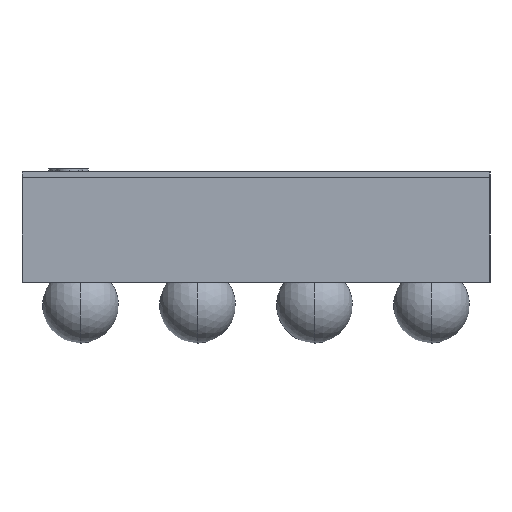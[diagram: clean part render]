
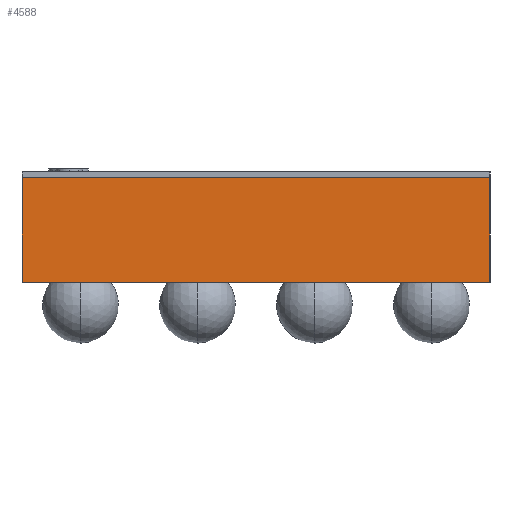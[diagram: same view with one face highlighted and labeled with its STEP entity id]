
A CAD part, left-side view. The second image highlights one B-rep face of the part: STEP entity #4588.
In plain terms, the highlighted planar face has unit normal (-1, 0, 0).
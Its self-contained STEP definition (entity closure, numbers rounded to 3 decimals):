
#134 = FACE_OUTER_BOUND ( 'NONE', #9885, .T. ) ;
#539 = CARTESIAN_POINT ( 'NONE',  ( -1., -0.8, -0.358 ) ) ;
#574 = ORIENTED_EDGE ( 'NONE', *, *, #4672, .T. ) ;
#1916 = EDGE_CURVE ( 'NONE', #7361, #2469, #4961, .T. ) ;
#1978 = EDGE_CURVE ( 'NONE', #7361, #8413, #7622, .T. ) ;
#2405 = DIRECTION ( 'NONE',  ( 0., 0., -1. ) ) ;
#2469 = VERTEX_POINT ( 'NONE', #4363 ) ;
#2944 = VECTOR ( 'NONE', #14677, 1000. ) ;
#3259 = CARTESIAN_POINT ( 'NONE',  ( -1., -0.8, -0.358 ) ) ;
#3965 = CARTESIAN_POINT ( 'NONE',  ( -1., -0.8, 0. ) ) ;
#4363 = CARTESIAN_POINT ( 'NONE',  ( -1., -0.8, 0. ) ) ;
#4588 = ADVANCED_FACE ( 'NONE', ( #134 ), #15314, .F. ) ;
#4672 = EDGE_CURVE ( 'NONE', #2469, #5105, #13032, .T. ) ;
#4961 = LINE ( 'NONE', #6208, #9103 ) ;
#4978 = LINE ( 'NONE', #13955, #15110 ) ;
#5060 = DIRECTION ( 'NONE',  ( 0., 0., 1. ) ) ;
#5105 = VERTEX_POINT ( 'NONE', #12228 ) ;
#6135 = DIRECTION ( 'NONE',  ( 1., 0., 0. ) ) ;
#6208 = CARTESIAN_POINT ( 'NONE',  ( -1., -0.8, -0.358 ) ) ;
#7123 = ORIENTED_EDGE ( 'NONE', *, *, #1978, .F. ) ;
#7258 = EDGE_CURVE ( 'NONE', #8413, #5105, #4978, .T. ) ;
#7361 = VERTEX_POINT ( 'NONE', #539 ) ;
#7622 = LINE ( 'NONE', #3259, #2944 ) ;
#8413 = VERTEX_POINT ( 'NONE', #12382 ) ;
#9080 = DIRECTION ( 'NONE',  ( 0., 1., 0. ) ) ;
#9103 = VECTOR ( 'NONE', #16296, 1000. ) ;
#9885 = EDGE_LOOP ( 'NONE', ( #574, #12065, #7123, #12793 ) ) ;
#12065 = ORIENTED_EDGE ( 'NONE', *, *, #7258, .F. ) ;
#12098 = VECTOR ( 'NONE', #9080, 1000. ) ;
#12228 = CARTESIAN_POINT ( 'NONE',  ( -1., 0.8, 0. ) ) ;
#12382 = CARTESIAN_POINT ( 'NONE',  ( -1., 0.8, -0.358 ) ) ;
#12793 = ORIENTED_EDGE ( 'NONE', *, *, #1916, .T. ) ;
#13032 = LINE ( 'NONE', #3965, #12098 ) ;
#13689 = AXIS2_PLACEMENT_3D ( 'NONE', #15396, #6135, #2405 ) ;
#13955 = CARTESIAN_POINT ( 'NONE',  ( -1., 0.8, -0.358 ) ) ;
#14677 = DIRECTION ( 'NONE',  ( 0., 1., 0. ) ) ;
#15110 = VECTOR ( 'NONE', #5060, 1000. ) ;
#15314 = PLANE ( 'NONE',  #13689 ) ;
#15396 = CARTESIAN_POINT ( 'NONE',  ( -1., -0.8, -0.358 ) ) ;
#16296 = DIRECTION ( 'NONE',  ( 0., 0., 1. ) ) ;
